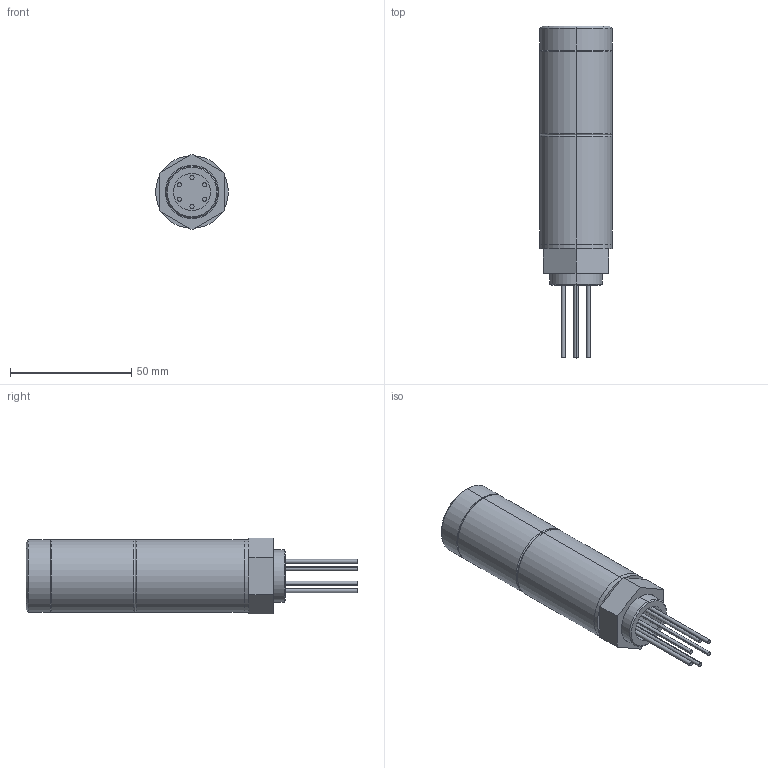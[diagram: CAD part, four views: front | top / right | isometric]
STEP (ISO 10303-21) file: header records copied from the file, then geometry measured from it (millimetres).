
FILE_DESCRIPTION (( 'STEP AP214' ), '1' );
FILE_NAME ('MPS-102-RZ.step', '2016-10-25T14:46:42', ( '' ), ( '' ), 'SwSTEP 2.0', 'SolidWorks 2016', '' );
FILE_SCHEMA (( 'AUTOMOTIVE_DESIGN' ));
Length unit declared in the file: millimetre
Products named in the file (1): MPS-102-RZ
Bounding box: 30 x 137 x 31.18 mm (x, y, z)
Volume: 59574 mm3; surface area: 22894.6 mm2
Topology: 12 solids, 12 shells, 95 faces, 186 edges, 120 vertices
Faces by surface type: plane 47, cylinder 36, torus 8, cone 4
Entity records: 2601 total; most frequent: DIRECTION 470, CARTESIAN_POINT 402, ORIENTED_EDGE 372, AXIS2_PLACEMENT_3D 188, EDGE_CURVE 186, VERTEX_POINT 120, EDGE_LOOP 106, FACE_OUTER_BOUND 95
